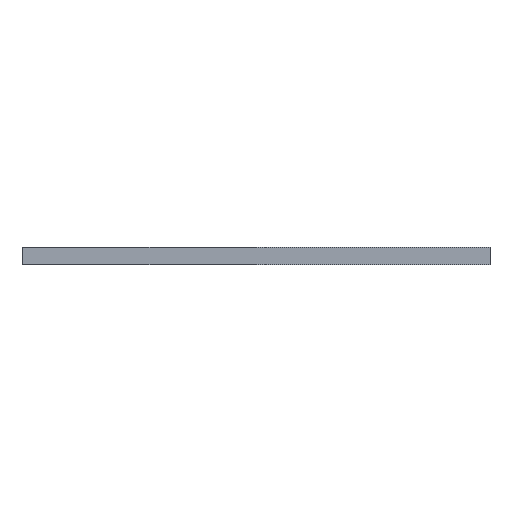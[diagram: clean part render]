
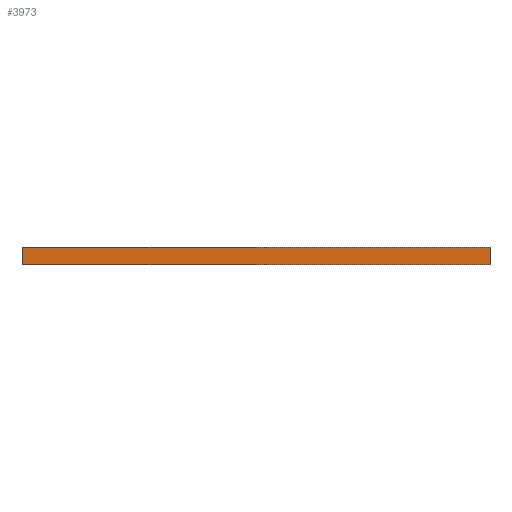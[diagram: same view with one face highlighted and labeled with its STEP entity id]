
A CAD part, left-side view. The second image highlights one B-rep face of the part: STEP entity #3973.
In plain terms, the highlighted planar face has unit normal (-1, 0, 0).
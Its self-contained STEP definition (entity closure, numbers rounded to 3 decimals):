
#181 = EDGE_CURVE ( 'NONE', #1583, #5345, #6610, .T. ) ;
#261 = DIRECTION ( 'NONE',  ( 0., 0., 1. ) ) ;
#304 = EDGE_LOOP ( 'NONE', ( #5357, #8154, #7910, #3176 ) ) ;
#803 = EDGE_CURVE ( 'NONE', #7810, #5345, #7250, .T. ) ;
#953 = DIRECTION ( 'NONE',  ( 0., 0., -1. ) ) ;
#961 = VERTEX_POINT ( 'NONE', #6421 ) ;
#1503 = LINE ( 'NONE', #3115, #2270 ) ;
#1583 = VERTEX_POINT ( 'NONE', #7571 ) ;
#1648 = CARTESIAN_POINT ( 'NONE',  ( -22.4, -22.875, -0.85 ) ) ;
#2047 = FACE_OUTER_BOUND ( 'NONE', #304, .T. ) ;
#2215 = AXIS2_PLACEMENT_3D ( 'NONE', #8682, #4452, #261 ) ;
#2270 = VECTOR ( 'NONE', #953, 1000. ) ;
#2328 = PLANE ( 'NONE',  #2215 ) ;
#2620 = VECTOR ( 'NONE', #3183, 1000. ) ;
#2961 = LINE ( 'NONE', #5194, #2620 ) ;
#3115 = CARTESIAN_POINT ( 'NONE',  ( -22.4, -22.875, 0.85 ) ) ;
#3176 = ORIENTED_EDGE ( 'NONE', *, *, #181, .T. ) ;
#3183 = DIRECTION ( 'NONE',  ( 0., 1., 0. ) ) ;
#3290 = EDGE_CURVE ( 'NONE', #961, #1583, #2961, .T. ) ;
#3853 = CARTESIAN_POINT ( 'NONE',  ( -22.4, -22.875, -0.85 ) ) ;
#3927 = EDGE_CURVE ( 'NONE', #961, #7810, #1503, .T. ) ;
#3973 = ADVANCED_FACE ( 'NONE', ( #2047 ), #2328, .T. ) ;
#3993 = CARTESIAN_POINT ( 'NONE',  ( -22.4, 22.875, -0.85 ) ) ;
#4386 = DIRECTION ( 'NONE',  ( 0., 1., 0. ) ) ;
#4392 = DIRECTION ( 'NONE',  ( 0., 0., -1. ) ) ;
#4452 = DIRECTION ( 'NONE',  ( -1., 0., 0. ) ) ;
#5181 = VECTOR ( 'NONE', #4386, 1000. ) ;
#5194 = CARTESIAN_POINT ( 'NONE',  ( -22.4, -22.875, 0.85 ) ) ;
#5345 = VERTEX_POINT ( 'NONE', #3993 ) ;
#5357 = ORIENTED_EDGE ( 'NONE', *, *, #803, .F. ) ;
#6421 = CARTESIAN_POINT ( 'NONE',  ( -22.4, -22.875, 0.85 ) ) ;
#6610 = LINE ( 'NONE', #7226, #7368 ) ;
#7226 = CARTESIAN_POINT ( 'NONE',  ( -22.4, 22.875, 0.85 ) ) ;
#7250 = LINE ( 'NONE', #1648, #5181 ) ;
#7368 = VECTOR ( 'NONE', #4392, 1000. ) ;
#7571 = CARTESIAN_POINT ( 'NONE',  ( -22.4, 22.875, 0.85 ) ) ;
#7810 = VERTEX_POINT ( 'NONE', #3853 ) ;
#7910 = ORIENTED_EDGE ( 'NONE', *, *, #3290, .T. ) ;
#8154 = ORIENTED_EDGE ( 'NONE', *, *, #3927, .F. ) ;
#8682 = CARTESIAN_POINT ( 'NONE',  ( -22.4, -22.875, 0.85 ) ) ;
